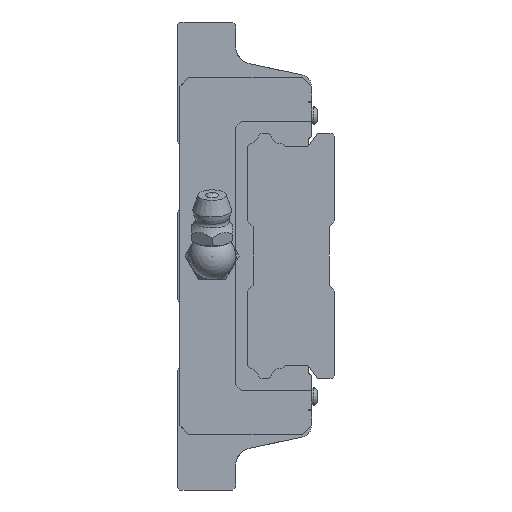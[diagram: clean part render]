
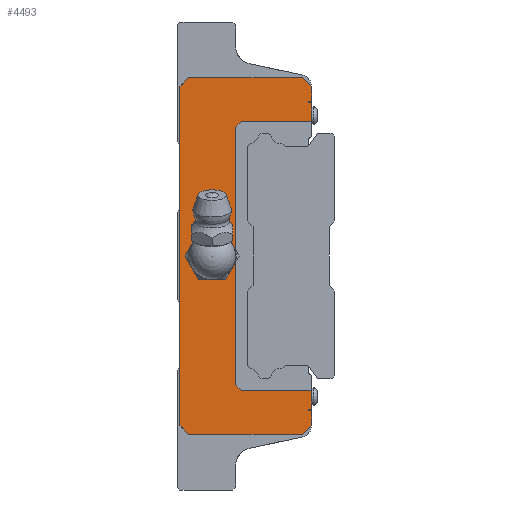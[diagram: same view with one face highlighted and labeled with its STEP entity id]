
A CAD part, left-side view. The second image highlights one B-rep face of the part: STEP entity #4493.
In plain terms, the highlighted planar face has unit normal (-1, 0, 0).
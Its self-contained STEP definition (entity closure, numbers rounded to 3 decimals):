
#120=LINE('',#6795,#564);
#135=LINE('',#6826,#579);
#142=LINE('',#6840,#586);
#146=LINE('',#6847,#590);
#154=LINE('',#6864,#598);
#157=LINE('',#6869,#601);
#176=LINE('',#6909,#620);
#177=LINE('',#6912,#621);
#178=LINE('',#6913,#622);
#179=LINE('',#6914,#623);
#180=LINE('',#6916,#624);
#181=LINE('',#6918,#625);
#182=LINE('',#6920,#626);
#183=LINE('',#6922,#627);
#184=LINE('',#6924,#628);
#185=LINE('',#6926,#629);
#186=LINE('',#6928,#630);
#187=LINE('',#6930,#631);
#188=LINE('',#6932,#632);
#189=LINE('',#6934,#633);
#190=LINE('',#6936,#634);
#191=LINE('',#6938,#635);
#564=VECTOR('',#5376,1000.);
#579=VECTOR('',#5393,1000.);
#586=VECTOR('',#5404,1000.);
#590=VECTOR('',#5410,1000.);
#598=VECTOR('',#5420,1000.);
#601=VECTOR('',#5425,1000.);
#620=VECTOR('',#5454,1000.);
#621=VECTOR('',#5455,1000.);
#622=VECTOR('',#5456,1000.);
#623=VECTOR('',#5457,1000.);
#624=VECTOR('',#5458,1000.);
#625=VECTOR('',#5459,1000.);
#626=VECTOR('',#5460,1000.);
#627=VECTOR('',#5461,1000.);
#628=VECTOR('',#5462,1000.);
#629=VECTOR('',#5463,1000.);
#630=VECTOR('',#5464,1000.);
#631=VECTOR('',#5465,1000.);
#632=VECTOR('',#5466,1000.);
#633=VECTOR('',#5467,1000.);
#634=VECTOR('',#5468,1000.);
#635=VECTOR('',#5469,1000.);
#973=PLANE('',#4821);
#1199=CIRCLE('',#4822,3.);
#1593=ORIENTED_EDGE('',*,*,#2749,.T.);
#1594=ORIENTED_EDGE('',*,*,#2750,.F.);
#1595=ORIENTED_EDGE('',*,*,#2751,.F.);
#1596=ORIENTED_EDGE('',*,*,#2718,.F.);
#1597=ORIENTED_EDGE('',*,*,#2714,.F.);
#1598=ORIENTED_EDGE('',*,*,#2707,.F.);
#1599=ORIENTED_EDGE('',*,*,#2752,.F.);
#1600=ORIENTED_EDGE('',*,*,#2692,.F.);
#1601=ORIENTED_EDGE('',*,*,#2729,.F.);
#1602=ORIENTED_EDGE('',*,*,#2726,.F.);
#1603=ORIENTED_EDGE('',*,*,#2753,.F.);
#1604=ORIENTED_EDGE('',*,*,#2754,.F.);
#1605=ORIENTED_EDGE('',*,*,#2755,.F.);
#1606=ORIENTED_EDGE('',*,*,#2756,.F.);
#1607=ORIENTED_EDGE('',*,*,#2757,.F.);
#1608=ORIENTED_EDGE('',*,*,#2758,.T.);
#1609=ORIENTED_EDGE('',*,*,#2759,.T.);
#1610=ORIENTED_EDGE('',*,*,#2760,.T.);
#1611=ORIENTED_EDGE('',*,*,#2761,.T.);
#1612=ORIENTED_EDGE('',*,*,#2762,.T.);
#1613=ORIENTED_EDGE('',*,*,#2763,.F.);
#1614=ORIENTED_EDGE('',*,*,#2764,.F.);
#1615=ORIENTED_EDGE('',*,*,#2765,.F.);
#2692=EDGE_CURVE('',#3287,#3288,#120,.T.);
#2707=EDGE_CURVE('',#3302,#3303,#135,.T.);
#2714=EDGE_CURVE('',#3303,#3308,#142,.T.);
#2718=EDGE_CURVE('',#3308,#3310,#146,.T.);
#2726=EDGE_CURVE('',#3317,#3318,#154,.T.);
#2729=EDGE_CURVE('',#3318,#3287,#157,.T.);
#2749=EDGE_CURVE('',#3334,#3334,#1199,.T.);
#2750=EDGE_CURVE('',#3335,#3336,#176,.T.);
#2751=EDGE_CURVE('',#3310,#3335,#177,.T.);
#2752=EDGE_CURVE('',#3288,#3302,#178,.T.);
#2753=EDGE_CURVE('',#3337,#3317,#179,.T.);
#2754=EDGE_CURVE('',#3338,#3337,#180,.T.);
#2755=EDGE_CURVE('',#3339,#3338,#181,.T.);
#2756=EDGE_CURVE('',#3340,#3339,#182,.T.);
#2757=EDGE_CURVE('',#3341,#3340,#183,.T.);
#2758=EDGE_CURVE('',#3341,#3342,#184,.T.);
#2759=EDGE_CURVE('',#3342,#3343,#185,.T.);
#2760=EDGE_CURVE('',#3343,#3344,#186,.T.);
#2761=EDGE_CURVE('',#3344,#3345,#187,.T.);
#2762=EDGE_CURVE('',#3345,#3346,#188,.T.);
#2763=EDGE_CURVE('',#3347,#3346,#189,.T.);
#2764=EDGE_CURVE('',#3348,#3347,#190,.T.);
#2765=EDGE_CURVE('',#3336,#3348,#191,.T.);
#3287=VERTEX_POINT('',#6794);
#3288=VERTEX_POINT('',#6796);
#3302=VERTEX_POINT('',#6825);
#3303=VERTEX_POINT('',#6827);
#3308=VERTEX_POINT('',#6841);
#3310=VERTEX_POINT('',#6848);
#3317=VERTEX_POINT('',#6863);
#3318=VERTEX_POINT('',#6865);
#3334=VERTEX_POINT('',#6908);
#3335=VERTEX_POINT('',#6910);
#3336=VERTEX_POINT('',#6911);
#3337=VERTEX_POINT('',#6915);
#3338=VERTEX_POINT('',#6917);
#3339=VERTEX_POINT('',#6919);
#3340=VERTEX_POINT('',#6921);
#3341=VERTEX_POINT('',#6923);
#3342=VERTEX_POINT('',#6925);
#3343=VERTEX_POINT('',#6927);
#3344=VERTEX_POINT('',#6929);
#3345=VERTEX_POINT('',#6931);
#3346=VERTEX_POINT('',#6933);
#3347=VERTEX_POINT('',#6935);
#3348=VERTEX_POINT('',#6937);
#3748=EDGE_LOOP('',(#1593));
#3749=EDGE_LOOP('',(#1594,#1595,#1596,#1597,#1598,#1599,#1600,#1601,#1602,
#1603,#1604,#1605,#1606,#1607,#1608,#1609,#1610,#1611,#1612,#1613,#1614,
#1615));
#4113=FACE_BOUND('',#3748,.T.);
#4114=FACE_BOUND('',#3749,.T.);
#4493=ADVANCED_FACE('',(#4113,#4114),#973,.F.);
#4821=AXIS2_PLACEMENT_3D('',#6906,#5450,#5451);
#4822=AXIS2_PLACEMENT_3D('',#6907,#5452,#5453);
#5376=DIRECTION('',(0.,0.707,0.707));
#5393=DIRECTION('',(0.,-0.707,0.707));
#5404=DIRECTION('',(0.,-1.,0.));
#5410=DIRECTION('',(0.,-0.707,-0.707));
#5420=DIRECTION('',(0.,0.707,-0.707));
#5425=DIRECTION('',(0.,1.,0.));
#5450=DIRECTION('',(1.,0.,0.));
#5451=DIRECTION('',(0.,0.,-1.));
#5452=DIRECTION('',(1.,0.,0.));
#5453=DIRECTION('',(0.,0.,-1.));
#5454=DIRECTION('',(0.,1.,0.));
#5455=DIRECTION('',(0.,0.,-1.));
#5456=DIRECTION('',(0.,0.,1.));
#5457=DIRECTION('',(0.,0.,-1.));
#5458=DIRECTION('',(0.,-1.,0.));
#5459=DIRECTION('',(0.,0.,-1.));
#5460=DIRECTION('',(0.,1.,0.));
#5461=DIRECTION('',(0.,0.,-1.));
#5462=DIRECTION('',(0.,1.,0.));
#5463=DIRECTION('',(0.,0.707,0.707));
#5464=DIRECTION('',(0.,0.,1.));
#5465=DIRECTION('',(0.,-0.707,0.707));
#5466=DIRECTION('',(0.,-1.,0.));
#5467=DIRECTION('',(0.,0.,-1.));
#5468=DIRECTION('',(0.,-1.,0.));
#5469=DIRECTION('',(0.,0.,-1.));
#6794=CARTESIAN_POINT('',(-34.9,22.,-30.5));
#6795=CARTESIAN_POINT('',(-34.9,22.,-30.5));
#6796=CARTESIAN_POINT('',(-34.9,23.5,-29.));
#6825=CARTESIAN_POINT('',(-34.9,23.5,29.));
#6826=CARTESIAN_POINT('',(-34.9,23.5,29.));
#6827=CARTESIAN_POINT('',(-34.9,22.,30.5));
#6840=CARTESIAN_POINT('',(-34.9,24.,30.5));
#6841=CARTESIAN_POINT('',(-34.9,2.6,30.5));
#6847=CARTESIAN_POINT('',(-34.9,2.6,30.5));
#6848=CARTESIAN_POINT('',(-34.9,1.,28.9));
#6863=CARTESIAN_POINT('',(-34.9,1.,-28.9));
#6864=CARTESIAN_POINT('',(-34.9,1.,-28.9));
#6865=CARTESIAN_POINT('',(-34.9,2.6,-30.5));
#6869=CARTESIAN_POINT('',(-34.9,0.,-30.5));
#6906=CARTESIAN_POINT('',(-34.9,0.,0.));
#6907=CARTESIAN_POINT('',(-34.9,18.,0.));
#6908=CARTESIAN_POINT('',(-34.9,18.,-3.));
#6909=CARTESIAN_POINT('',(-34.9,0.,26.485));
#6910=CARTESIAN_POINT('',(-34.9,1.,26.485));
#6911=CARTESIAN_POINT('',(-34.9,1.6,26.485));
#6912=CARTESIAN_POINT('',(-34.9,1.,28.978));
#6913=CARTESIAN_POINT('',(-34.9,23.5,8.));
#6914=CARTESIAN_POINT('',(-34.9,1.,28.978));
#6915=CARTESIAN_POINT('',(-34.9,1.,-26.485));
#6916=CARTESIAN_POINT('',(-34.9,0.,-26.485));
#6917=CARTESIAN_POINT('',(-34.9,1.6,-26.485));
#6918=CARTESIAN_POINT('',(-34.9,1.6,0.));
#6919=CARTESIAN_POINT('',(-34.9,1.6,-26.2));
#6920=CARTESIAN_POINT('',(-34.9,0.,-26.2));
#6921=CARTESIAN_POINT('',(-34.9,1.,-26.2));
#6922=CARTESIAN_POINT('',(-34.9,1.,28.978));
#6923=CARTESIAN_POINT('',(-34.9,1.,-23.));
#6924=CARTESIAN_POINT('',(-34.9,1.,-23.));
#6925=CARTESIAN_POINT('',(-34.9,13.,-23.));
#6926=CARTESIAN_POINT('',(-34.9,13.,-23.));
#6927=CARTESIAN_POINT('',(-34.9,14.,-22.));
#6928=CARTESIAN_POINT('',(-34.9,14.,-22.));
#6929=CARTESIAN_POINT('',(-34.9,14.,22.));
#6930=CARTESIAN_POINT('',(-34.9,14.,22.));
#6931=CARTESIAN_POINT('',(-34.9,13.,23.));
#6932=CARTESIAN_POINT('',(-34.9,13.,23.));
#6933=CARTESIAN_POINT('',(-34.9,1.,23.));
#6934=CARTESIAN_POINT('',(-34.9,1.,28.978));
#6935=CARTESIAN_POINT('',(-34.9,1.,26.2));
#6936=CARTESIAN_POINT('',(-34.9,0.,26.2));
#6937=CARTESIAN_POINT('',(-34.9,1.6,26.2));
#6938=CARTESIAN_POINT('',(-34.9,1.6,0.));
